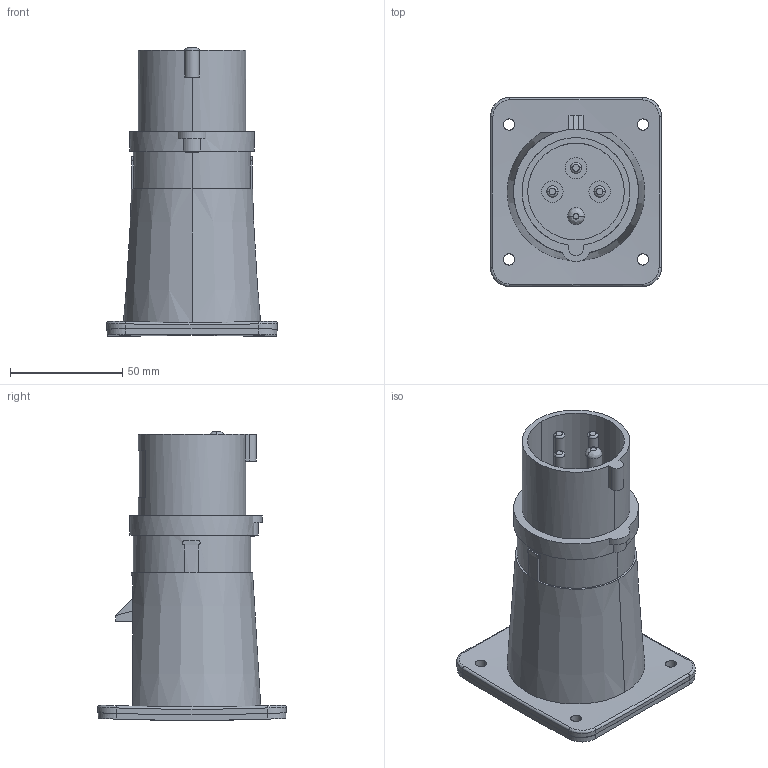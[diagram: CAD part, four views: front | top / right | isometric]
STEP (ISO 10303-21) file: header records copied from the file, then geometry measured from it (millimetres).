
FILE_DESCRIPTION((''),'2;1');
FILE_NAME('GW60208_ASM','2021-09-29T13:19:10',('User'),('Axiro Italia'),'CREO PARAMETRIC BY PTC INC, 2020354','CREO PARAMETRIC BY PTC INC, 2020354','');
FILE_SCHEMA(('CONFIG_CONTROL_DESIGN'));
Length unit declared in the file: millimetre
Products named in the file (3): GW60208_COMPONENTE_A_OR; GW60208_COMPONENTE_B_OR; GW60208_ASM
Assembly tree (2 placements, depth 2):
  GW60208_ASM
    GW60208_COMPONENTE_A_OR
    GW60208_COMPONENTE_B_OR
Bounding box: 76 x 84 x 128.45 mm (x, y, z)
Volume: 96885.3 mm3; surface area: 65151.9 mm2
Topology: 2 solids, 2 shells, 232 faces, 583 edges, 374 vertices
Faces by surface type: plane 105, cylinder 93, bspline 21, torus 10, cone 3
Entity records: 8660 total; most frequent: CARTESIAN_POINT 2987, DIRECTION 1176, ORIENTED_EDGE 1166, EDGE_CURVE 583, AXIS2_PLACEMENT_3D 454, VERTEX_POINT 374, VECTOR 268, LINE 268
